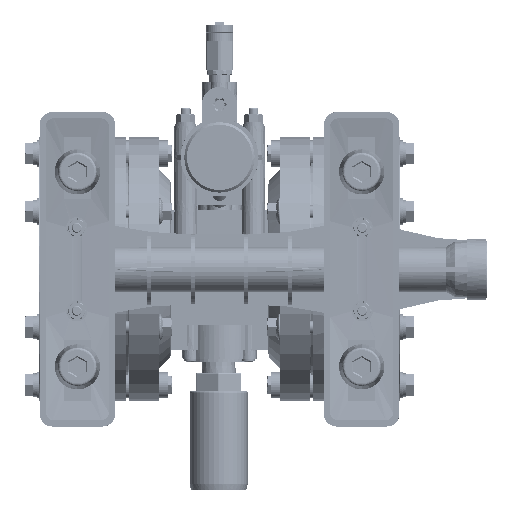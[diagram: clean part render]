
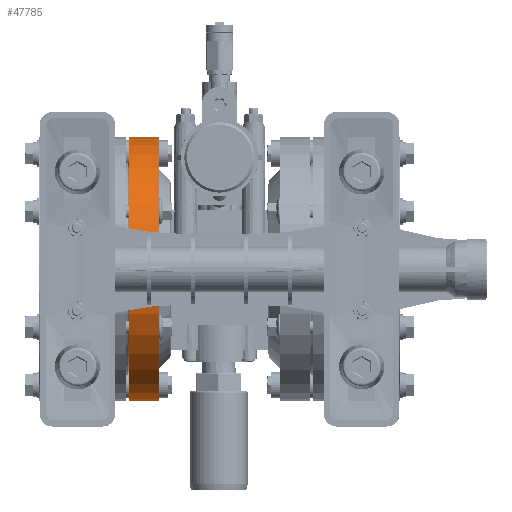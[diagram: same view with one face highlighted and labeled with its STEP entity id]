
A CAD part, front view. The second image highlights one B-rep face of the part: STEP entity #47785.
In plain terms, the highlighted cylindrical face has radius 105 mm (diameter 210 mm), a partial arc.
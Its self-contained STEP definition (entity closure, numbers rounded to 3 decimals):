
#45565 = EDGE_CURVE ( 'NONE', #48875, #51388, #86643, .T. ) ;
#47785 = ADVANCED_FACE ( 'NONE', ( #89507 ), #89504, .T. ) ;
#47789 = EDGE_LOOP ( 'NONE', ( #47790, #47791, #47895, #47898 ) ) ;
#47790 = ORIENTED_EDGE ( 'NONE', *, *, #51153, .F. ) ;
#47791 = ORIENTED_EDGE ( 'NONE', *, *, #47792, .F. ) ;
#47792 = EDGE_CURVE ( 'NONE', #48812, #49236, #89524, .T. ) ;
#47895 = ORIENTED_EDGE ( 'NONE', *, *, #54713, .T. ) ;
#47898 = ORIENTED_EDGE ( 'NONE', *, *, #45565, .F. ) ;
#48812 = VERTEX_POINT ( 'NONE', #90717 ) ;
#48875 = VERTEX_POINT ( 'NONE', #90769 ) ;
#49236 = VERTEX_POINT ( 'NONE', #91251 ) ;
#51153 = EDGE_CURVE ( 'NONE', #49236, #48875, #93726, .T. ) ;
#51388 = VERTEX_POINT ( 'NONE', #94011 ) ;
#54713 = EDGE_CURVE ( 'NONE', #48812, #51388, #97609, .T. ) ;
#86639 = DIRECTION ( 'NONE',  ( 0., 0., 1. ) ) ;
#86640 = DIRECTION ( 'NONE',  ( -1., 0., 0. ) ) ;
#86641 = CARTESIAN_POINT ( 'NONE',  ( -72., 0., 0. ) ) ;
#86642 = AXIS2_PLACEMENT_3D ( 'NONE', #86641, #86640, #86639 ) ;
#86643 = CIRCLE ( 'NONE', #86642, 105. ) ;
#89502 = CARTESIAN_POINT ( 'NONE',  ( -47.8, 0., 0. ) ) ;
#89503 = AXIS2_PLACEMENT_3D ( 'NONE', #89502, #89526, #89525 ) ;
#89504 = CYLINDRICAL_SURFACE ( 'NONE', #89503, 105. ) ;
#89505 = CARTESIAN_POINT ( 'NONE',  ( -47.8, 0., 0. ) ) ;
#89507 = FACE_OUTER_BOUND ( 'NONE', #47789, .T. ) ;
#89521 = DIRECTION ( 'NONE',  ( 0., 0., 1. ) ) ;
#89522 = DIRECTION ( 'NONE',  ( 1., 0., 0. ) ) ;
#89523 = AXIS2_PLACEMENT_3D ( 'NONE', #89505, #89522, #89521 ) ;
#89524 = CIRCLE ( 'NONE', #89523, 105. ) ;
#89525 = DIRECTION ( 'NONE',  ( 0., 0., 1. ) ) ;
#89526 = DIRECTION ( 'NONE',  ( -1., 0., 0. ) ) ;
#90717 = CARTESIAN_POINT ( 'NONE',  ( -47.8, 0., 105. ) ) ;
#90769 = CARTESIAN_POINT ( 'NONE',  ( -72., 0., -105. ) ) ;
#91251 = CARTESIAN_POINT ( 'NONE',  ( -47.8, 0., -105. ) ) ;
#93723 = DIRECTION ( 'NONE',  ( -1., 0., 0. ) ) ;
#93724 = VECTOR ( 'NONE', #93723, 1000. ) ;
#93725 = CARTESIAN_POINT ( 'NONE',  ( -47.8, 0., -105. ) ) ;
#93726 = LINE ( 'NONE', #93725, #93724 ) ;
#94011 = CARTESIAN_POINT ( 'NONE',  ( -72., 0., 105. ) ) ;
#97606 = DIRECTION ( 'NONE',  ( -1., 0., 0. ) ) ;
#97607 = VECTOR ( 'NONE', #97606, 1000. ) ;
#97608 = CARTESIAN_POINT ( 'NONE',  ( -47.8, 0., 105. ) ) ;
#97609 = LINE ( 'NONE', #97608, #97607 ) ;
